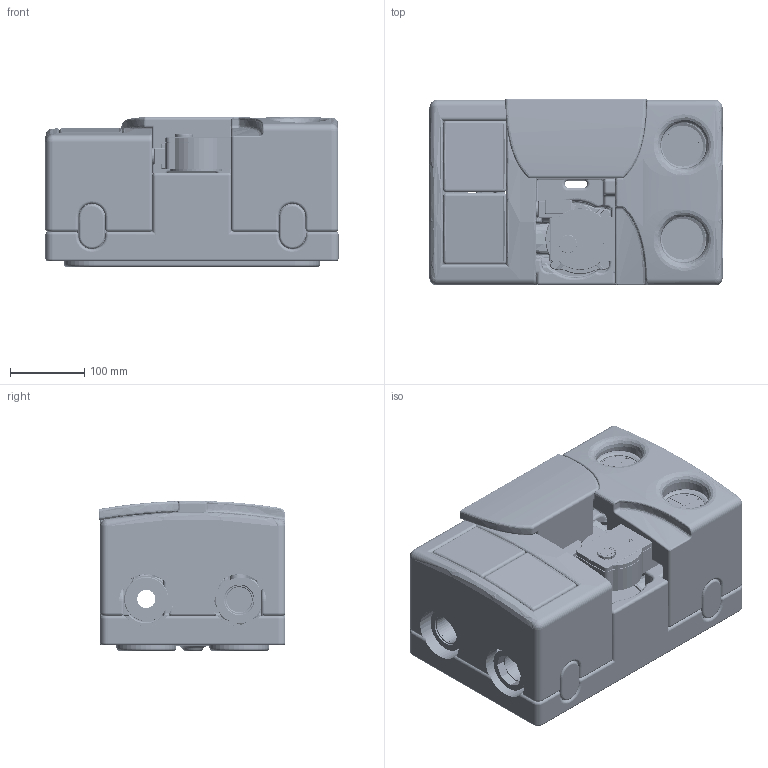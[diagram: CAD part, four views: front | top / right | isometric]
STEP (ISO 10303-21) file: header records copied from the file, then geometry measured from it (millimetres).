
FILE_DESCRIPTION(/* description */ (''),/* implementation_level */ '2;1');
FILE_NAME(/* name */ 'DIX.2.024.032.002.stp',/* time_stamp */ '2019-06-27T11:07:24+02:00',/* author */ ('F.Mueller'),/* organization */ (''),/* preprocessor_version */ 'ST-DEVELOPER v17',/* originating_system */ 'Autodesk Inventor 2019',/* authorisation */ '');
FILE_SCHEMA (('AUTOMOTIVE_DESIGN { 1 0 10303 214 3 1 1 }'));
Products named in the file (26): DIX.2.024.032.002; DIX.1.005.032.001; DI.1.007.000.076.002; DIX.1.005.032.001_1; DIX.1.005.032.002; DI.1.005.032.001_1; DI.1.005.032.001_2; DI.1.007.000.076.001; DI.1.023.05.025.001; DI.1.009.032.001; DI.1.002.050.022; DEX.1.029.030.0023d_YONOSPICO30_1-8-(ROW)-4215521; DI.2.004.025.001_1; DI.2.004.025.001_6; DI.2.004.025.001_3; DI.2.004.09.025.001_1; DI.2.004.025.001_7 V20180225 PG DN32; DI.2.004.025.008_15; DIX.1.005.032.003_TOP; DI.1.005.032.003_1; DI.1.002.008.001; DI.1.023.000.002; DIX.1.003.032.001_TOP; DI.1.003.032.001_1; DI.1.003.032.001_2; DI.2.004.025.001_2
Assembly tree (37 placements, depth 3):
  DIX.2.024.032.002
    DIX.1.005.032.001
      DI.1.005.032.001_1
      DI.1.005.032.001_2
      DI.1.023.05.025.001
      DI.1.007.000.076.002
      DIX.1.005.032.001_1
    DIX.1.005.032.002
      DI.1.005.032.001_1
      DI.1.005.032.001_2
      DI.1.007.000.076.001
      DI.1.023.05.025.001
    DI.1.009.032.001  x3
    DI.1.002.050.022  x3
    DEX.1.029.030.0023d_YONOSPICO30_1-8-(ROW)-4215521
    DI.2.004.025.001_1
    DI.2.004.025.001_6  x4
    DI.2.004.025.001_3
    DI.2.004.025.001_2  x2
    DI.2.004.09.025.001_1
    DI.2.004.025.001_7 V20180225 PG DN32
    DI.2.004.025.008_15
    DIX.1.005.032.003_TOP
      DI.1.005.032.003_1
      DI.1.002.008.001
      DI.1.023.000.002
    DIX.1.003.032.001_TOP
      DI.1.003.032.001_1
      DI.1.003.032.001_2  x2
Bounding box: 394 x 250.97 x 201.82 mm (x, y, z)
Volume: 11934657.9 mm3; surface area: 1452329.6 mm2
Topology: 44 solids, 44 shells, 5122 faces, 12839 edges, 7769 vertices
Faces by surface type: cylinder 1668, plane 1457, bspline 1217, torus 343, sphere 289, cone 148
Full cylindrical faces by diameter (mm): 2 x3, 6 x4, 6.85 x2, 7 x2, 8 x4, 9 x6, 9.5 x2, 10 x2, 10.5 x2, 16 x2, 17 x1, 19 x3, 20 x1, 22 x5, 23 x1, 24 x1, 24.5 x2, 25 x1, 25.7 x2, 30.5 x2, 33 x1, 35.3 x2, 35.5 x1, 36 x1, 38 x3, 38.5 x3, 39 x1, 39.4 x4, 41 x1, 42.2 x3
Entity records: 211955 total; most frequent: CARTESIAN_POINT 109335, ORIENTED_EDGE 22164, DIRECTION 18923, EDGE_CURVE 11082, AXIS2_PLACEMENT_3D 7214, VERTEX_POINT 6770, EDGE_LOOP 4678, FACE_OUTER_BOUND 4503
